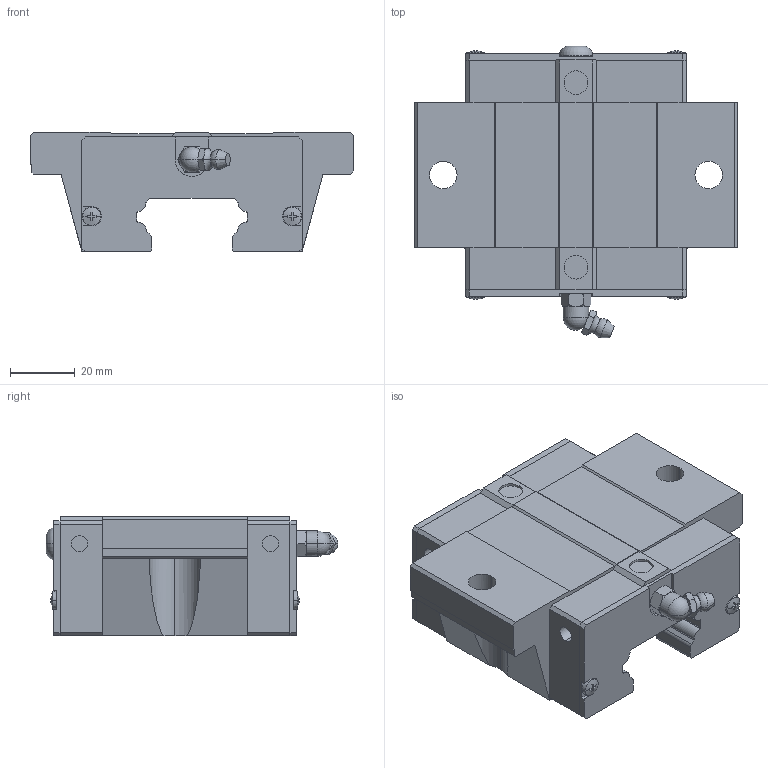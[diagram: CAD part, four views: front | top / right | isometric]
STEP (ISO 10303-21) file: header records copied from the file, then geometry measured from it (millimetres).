
FILE_DESCRIPTION(('STEP AP214'),'1');
FILE_NAME('cctmp_A9A084F9-696E-4B7A-9E1A-77B42B215FD4_2024_08_08_16_47_06_0918..stp','2024-08-08T14:47:07',('HIWIN GmbH'),('CADClick - www.CADClick.com'),'Spatial InterOp 3D',' ','unknown authorization');
FILE_SCHEMA(('AUTOMOTIVE_DESIGN'));
Length unit declared in the file: millimetre
Products named in the file (1): EGW35SCZ0C_FILE
Bounding box: 100 x 90.11 x 37 mm (x, y, z)
Volume: 170210.6 mm3; surface area: 28534.4 mm2
Topology: 1 solids, 5 shells, 346 faces, 925 edges, 601 vertices
Faces by surface type: plane 208, cylinder 80, cone 38, torus 18, sphere 2
Entity records: 13908 total; most frequent: CARTESIAN_POINT 2567, ORIENTED_EDGE 1846, DIRECTION 1738, EDGE_CURVE 923, VERTEX_POINT 601, AXIS2_PLACEMENT_3D 584, LINE 570, VECTOR 570
